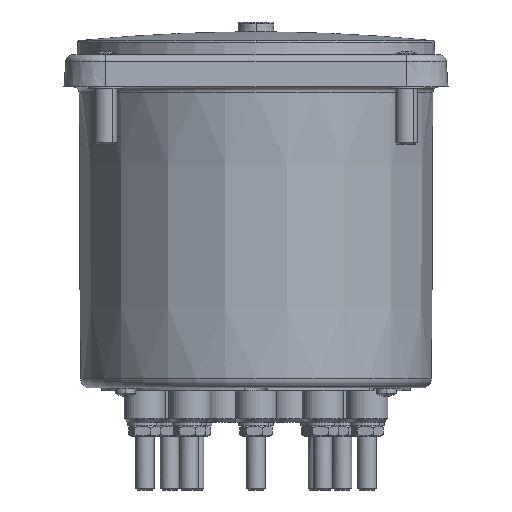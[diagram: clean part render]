
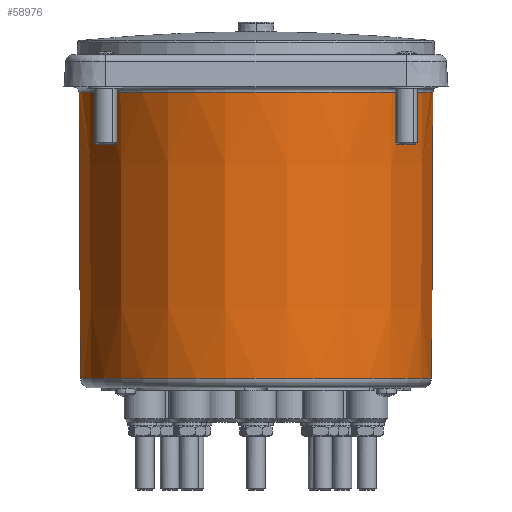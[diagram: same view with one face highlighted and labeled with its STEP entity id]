
A CAD part, front view. The second image highlights one B-rep face of the part: STEP entity #58976.
In plain terms, the highlighted conical face has half-angle 0.269 degrees and reference radius 50.394 mm.
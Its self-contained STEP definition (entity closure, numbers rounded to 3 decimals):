
#2331 = CARTESIAN_POINT ( 'NONE',  ( 50.394, 0., -4.813 ) ) ;
#2498 = DIRECTION ( 'NONE',  ( -0.005, 0., 1. ) ) ;
#3126 = EDGE_CURVE ( 'NONE', #45923, #36997, #7102, .T. ) ;
#4766 = VERTEX_POINT ( 'NONE', #52380 ) ;
#6439 = DIRECTION ( 'NONE',  ( 0., 0., 1. ) ) ;
#7102 = LINE ( 'NONE', #47550, #10605 ) ;
#9560 = DIRECTION ( 'NONE',  ( 0.005, 0., 1. ) ) ;
#9966 = EDGE_CURVE ( 'NONE', #45923, #4766, #63019, .T. ) ;
#10047 = VECTOR ( 'NONE', #9560, 1000. ) ;
#10605 = VECTOR ( 'NONE', #2498, 1000. ) ;
#12799 = AXIS2_PLACEMENT_3D ( 'NONE', #45302, #56034, #32307 ) ;
#14547 = CARTESIAN_POINT ( 'NONE',  ( 50.393, 0., -5.093 ) ) ;
#15267 = LINE ( 'NONE', #2331, #10047 ) ;
#23600 = CARTESIAN_POINT ( 'NONE',  ( 0., 0., -5.093 ) ) ;
#26019 = AXIS2_PLACEMENT_3D ( 'NONE', #23600, #6439, #58776 ) ;
#28790 = AXIS2_PLACEMENT_3D ( 'NONE', #55273, #49510, #31933 ) ;
#28848 = ORIENTED_EDGE ( 'NONE', *, *, #9966, .T. ) ;
#31551 = ORIENTED_EDGE ( 'NONE', *, *, #3126, .F. ) ;
#31933 = DIRECTION ( 'NONE',  ( 1., 0., 0. ) ) ;
#32307 = DIRECTION ( 'NONE',  ( -1., 0., 0. ) ) ;
#33538 = CONICAL_SURFACE ( 'NONE', #12799, 50.394, 0.005 ) ;
#36997 = VERTEX_POINT ( 'NONE', #60681 ) ;
#41465 = EDGE_CURVE ( 'NONE', #36997, #65676, #51621, .T. ) ;
#44531 = FACE_OUTER_BOUND ( 'NONE', #50768, .T. ) ;
#45302 = CARTESIAN_POINT ( 'NONE',  ( 0., 0., -4.813 ) ) ;
#45923 = VERTEX_POINT ( 'NONE', #48419 ) ;
#47550 = CARTESIAN_POINT ( 'NONE',  ( -50.394, 0., -4.813 ) ) ;
#48419 = CARTESIAN_POINT ( 'NONE',  ( -50.01, 0., -86.613 ) ) ;
#49510 = DIRECTION ( 'NONE',  ( 0., 0., 1. ) ) ;
#50768 = EDGE_LOOP ( 'NONE', ( #28848, #64694, #71515, #31551 ) ) ;
#51621 = CIRCLE ( 'NONE', #26019, 50.393 ) ;
#52380 = CARTESIAN_POINT ( 'NONE',  ( 50.01, 0., -86.613 ) ) ;
#52540 = EDGE_CURVE ( 'NONE', #4766, #65676, #15267, .T. ) ;
#55273 = CARTESIAN_POINT ( 'NONE',  ( 0., 0., -86.613 ) ) ;
#56034 = DIRECTION ( 'NONE',  ( 0., 0., 1. ) ) ;
#58776 = DIRECTION ( 'NONE',  ( 1., 0., 0. ) ) ;
#58976 = ADVANCED_FACE ( 'NONE', ( #44531 ), #33538, .T. ) ;
#60681 = CARTESIAN_POINT ( 'NONE',  ( -50.393, 0., -5.093 ) ) ;
#63019 = CIRCLE ( 'NONE', #28790, 50.01 ) ;
#64694 = ORIENTED_EDGE ( 'NONE', *, *, #52540, .T. ) ;
#65676 = VERTEX_POINT ( 'NONE', #14547 ) ;
#71515 = ORIENTED_EDGE ( 'NONE', *, *, #41465, .F. ) ;
